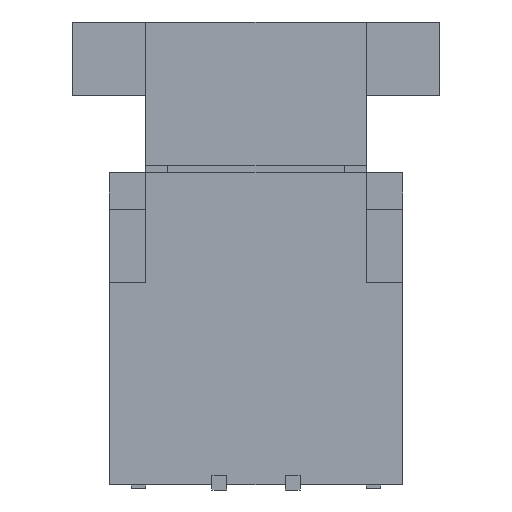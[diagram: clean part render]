
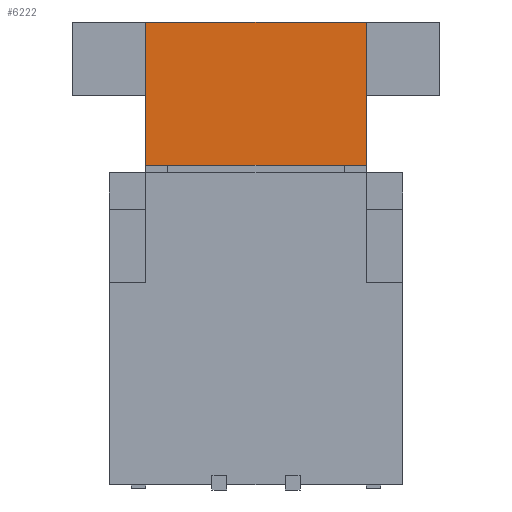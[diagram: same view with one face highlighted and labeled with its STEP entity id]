
A CAD part, front view. The second image highlights one B-rep face of the part: STEP entity #6222.
In plain terms, the highlighted planar face has unit normal (0, -1, 0).
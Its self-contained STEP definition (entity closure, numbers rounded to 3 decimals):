
#3855 = PLANE('',#3856);
#3856 = AXIS2_PLACEMENT_3D('',#3857,#3858,#3859);
#3857 = CARTESIAN_POINT('',(-1.5,-0.51,6.37));
#3858 = DIRECTION('',(1.,0.,0.));
#3859 = DIRECTION('',(0.,1.,0.));
#4180 = PLANE('',#4181);
#4181 = AXIS2_PLACEMENT_3D('',#4182,#4183,#4184);
#4182 = CARTESIAN_POINT('',(1.5,-1.,4.42));
#4183 = DIRECTION('',(0.,0.,1.));
#4184 = DIRECTION('',(0.,-1.,0.));
#4505 = PLANE('',#4506);
#4506 = AXIS2_PLACEMENT_3D('',#4507,#4508,#4509);
#4507 = CARTESIAN_POINT('',(1.5,-0.51,6.37));
#4508 = DIRECTION('',(1.,0.,0.));
#4509 = DIRECTION('',(0.,1.,0.));
#5197 = VERTEX_POINT('',#5198);
#5198 = CARTESIAN_POINT('',(-1.5,-1.35,6.37));
#5212 = PLANE('',#5213);
#5213 = AXIS2_PLACEMENT_3D('',#5214,#5215,#5216);
#5214 = CARTESIAN_POINT('',(1.5,-1.35,6.37));
#5215 = DIRECTION('',(0.,0.,-1.));
#5216 = DIRECTION('',(0.,1.,0.));
#5224 = EDGE_CURVE('',#5197,#5225,#5227,.T.);
#5225 = VERTEX_POINT('',#5226);
#5226 = CARTESIAN_POINT('',(-1.5,-1.35,4.42));
#5227 = SURFACE_CURVE('',#5228,(#5232,#5239),.PCURVE_S1.);
#5228 = LINE('',#5229,#5230);
#5229 = CARTESIAN_POINT('',(-1.5,-1.35,4.42));
#5230 = VECTOR('',#5231,1.);
#5231 = DIRECTION('',(0.,0.,-1.));
#5232 = PCURVE('',#3855,#5233);
#5233 = DEFINITIONAL_REPRESENTATION('',(#5234),#5238);
#5234 = LINE('',#5235,#5236);
#5235 = CARTESIAN_POINT('',(-0.84,-1.95));
#5236 = VECTOR('',#5237,1.);
#5237 = DIRECTION('',(0.,-1.));
#5238 = ( GEOMETRIC_REPRESENTATION_CONTEXT(2) 
PARAMETRIC_REPRESENTATION_CONTEXT() REPRESENTATION_CONTEXT('2D SPACE',''
  ) );
#5239 = PCURVE('',#5240,#5245);
#5240 = PLANE('',#5241);
#5241 = AXIS2_PLACEMENT_3D('',#5242,#5243,#5244);
#5242 = CARTESIAN_POINT('',(1.5,-1.35,4.42));
#5243 = DIRECTION('',(0.,1.,0.));
#5244 = DIRECTION('',(0.,0.,1.));
#5245 = DEFINITIONAL_REPRESENTATION('',(#5246),#5250);
#5246 = LINE('',#5247,#5248);
#5247 = CARTESIAN_POINT('',(0.,-3.));
#5248 = VECTOR('',#5249,1.);
#5249 = DIRECTION('',(-1.,0.));
#5250 = ( GEOMETRIC_REPRESENTATION_CONTEXT(2) 
PARAMETRIC_REPRESENTATION_CONTEXT() REPRESENTATION_CONTEXT('2D SPACE',''
  ) );
#5418 = VERTEX_POINT('',#5419);
#5419 = CARTESIAN_POINT('',(1.5,-1.35,4.42));
#5440 = EDGE_CURVE('',#5418,#5225,#5441,.T.);
#5441 = SURFACE_CURVE('',#5442,(#5446,#5453),.PCURVE_S1.);
#5442 = LINE('',#5443,#5444);
#5443 = CARTESIAN_POINT('',(1.5,-1.35,4.42));
#5444 = VECTOR('',#5445,1.);
#5445 = DIRECTION('',(-1.,0.,0.));
#5446 = PCURVE('',#4180,#5447);
#5447 = DEFINITIONAL_REPRESENTATION('',(#5448),#5452);
#5448 = LINE('',#5449,#5450);
#5449 = CARTESIAN_POINT('',(0.35,0.));
#5450 = VECTOR('',#5451,1.);
#5451 = DIRECTION('',(0.,-1.));
#5452 = ( GEOMETRIC_REPRESENTATION_CONTEXT(2) 
PARAMETRIC_REPRESENTATION_CONTEXT() REPRESENTATION_CONTEXT('2D SPACE',''
  ) );
#5453 = PCURVE('',#5240,#5454);
#5454 = DEFINITIONAL_REPRESENTATION('',(#5455),#5459);
#5455 = LINE('',#5456,#5457);
#5456 = CARTESIAN_POINT('',(0.,0.));
#5457 = VECTOR('',#5458,1.);
#5458 = DIRECTION('',(0.,-1.));
#5459 = ( GEOMETRIC_REPRESENTATION_CONTEXT(2) 
PARAMETRIC_REPRESENTATION_CONTEXT() REPRESENTATION_CONTEXT('2D SPACE',''
  ) );
#5544 = VERTEX_POINT('',#5545);
#5545 = CARTESIAN_POINT('',(1.5,-1.35,6.37));
#5566 = EDGE_CURVE('',#5544,#5418,#5567,.T.);
#5567 = SURFACE_CURVE('',#5568,(#5572,#5579),.PCURVE_S1.);
#5568 = LINE('',#5569,#5570);
#5569 = CARTESIAN_POINT('',(1.5,-1.35,4.42));
#5570 = VECTOR('',#5571,1.);
#5571 = DIRECTION('',(0.,0.,-1.));
#5572 = PCURVE('',#4505,#5573);
#5573 = DEFINITIONAL_REPRESENTATION('',(#5574),#5578);
#5574 = LINE('',#5575,#5576);
#5575 = CARTESIAN_POINT('',(-0.84,-1.95));
#5576 = VECTOR('',#5577,1.);
#5577 = DIRECTION('',(0.,-1.));
#5578 = ( GEOMETRIC_REPRESENTATION_CONTEXT(2) 
PARAMETRIC_REPRESENTATION_CONTEXT() REPRESENTATION_CONTEXT('2D SPACE',''
  ) );
#5579 = PCURVE('',#5240,#5580);
#5580 = DEFINITIONAL_REPRESENTATION('',(#5581),#5585);
#5581 = LINE('',#5582,#5583);
#5582 = CARTESIAN_POINT('',(0.,0.));
#5583 = VECTOR('',#5584,1.);
#5584 = DIRECTION('',(-1.,0.));
#5585 = ( GEOMETRIC_REPRESENTATION_CONTEXT(2) 
PARAMETRIC_REPRESENTATION_CONTEXT() REPRESENTATION_CONTEXT('2D SPACE',''
  ) );
#6079 = EDGE_CURVE('',#5544,#5197,#6080,.T.);
#6080 = SURFACE_CURVE('',#6081,(#6085,#6092),.PCURVE_S1.);
#6081 = LINE('',#6082,#6083);
#6082 = CARTESIAN_POINT('',(1.5,-1.35,6.37));
#6083 = VECTOR('',#6084,1.);
#6084 = DIRECTION('',(-1.,0.,0.));
#6085 = PCURVE('',#5212,#6086);
#6086 = DEFINITIONAL_REPRESENTATION('',(#6087),#6091);
#6087 = LINE('',#6088,#6089);
#6088 = CARTESIAN_POINT('',(0.,0.));
#6089 = VECTOR('',#6090,1.);
#6090 = DIRECTION('',(0.,-1.));
#6091 = ( GEOMETRIC_REPRESENTATION_CONTEXT(2) 
PARAMETRIC_REPRESENTATION_CONTEXT() REPRESENTATION_CONTEXT('2D SPACE',''
  ) );
#6092 = PCURVE('',#5240,#6093);
#6093 = DEFINITIONAL_REPRESENTATION('',(#6094),#6098);
#6094 = LINE('',#6095,#6096);
#6095 = CARTESIAN_POINT('',(1.95,0.));
#6096 = VECTOR('',#6097,1.);
#6097 = DIRECTION('',(0.,-1.));
#6098 = ( GEOMETRIC_REPRESENTATION_CONTEXT(2) 
PARAMETRIC_REPRESENTATION_CONTEXT() REPRESENTATION_CONTEXT('2D SPACE',''
  ) );
#6222 = ADVANCED_FACE('',(#6223),#5240,.F.);
#6223 = FACE_BOUND('',#6224,.T.);
#6224 = EDGE_LOOP('',(#6225,#6226,#6227,#6228));
#6225 = ORIENTED_EDGE('',*,*,#5224,.T.);
#6226 = ORIENTED_EDGE('',*,*,#5440,.F.);
#6227 = ORIENTED_EDGE('',*,*,#5566,.F.);
#6228 = ORIENTED_EDGE('',*,*,#6079,.T.);
